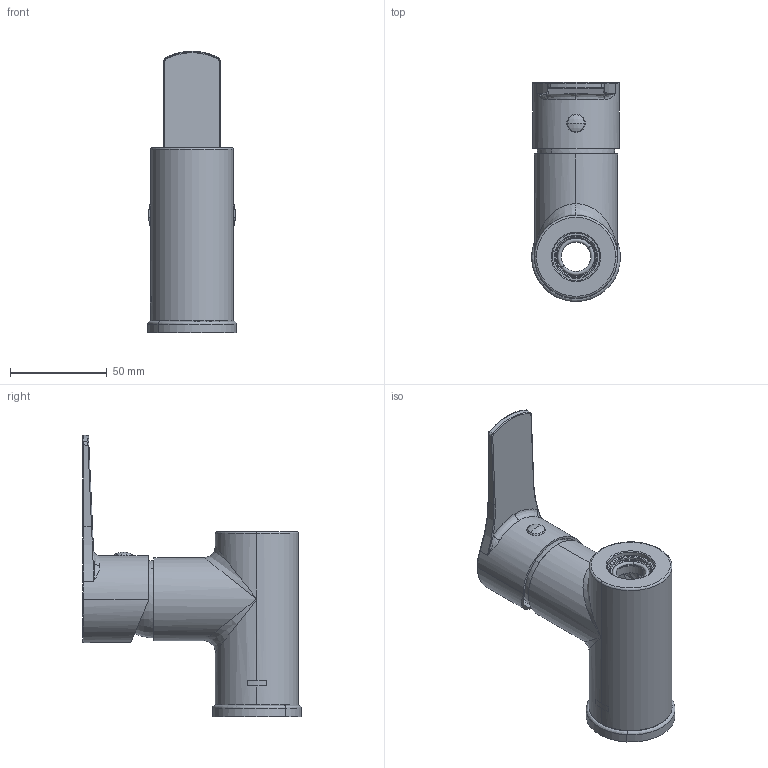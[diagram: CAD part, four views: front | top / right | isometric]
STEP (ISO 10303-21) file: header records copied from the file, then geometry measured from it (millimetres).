
FILE_DESCRIPTION (( 'STEP AP214' ), '1' );
FILE_NAME ('18-P61903.STEP', '2020-12-11T12:45:27', ( '' ), ( '' ), 'SwSTEP 2.0', 'SolidWorks 2018', '' );
FILE_SCHEMA (( 'AUTOMOTIVE_DESIGN' ));
Length unit declared in the file: millimetre
Products named in the file (9): STEPCV0002_CRCV0002; STEPCV0003_CVCV0003; STEPCV0006_CRCV0006; STEPHN0013_LRHM0287; STEPSE0050_Predeterminado; STEPSE0008_CVSE0008; STEPSM0313_XBSM0313; STEPBO0023_LRBO0023; 18-P61903
Assembly tree (8 placements, depth 3):
  18-P61903
    STEPBO0023_LRBO0023
    STEPCV0002_CRCV0002
    STEPSM0313_XBSM0313
      STEPCV0006_CRCV0006
      STEPSE0050_Predeterminado
    STEPSE0008_CVSE0008
    STEPHN0013_LRHM0287
    STEPCV0003_CVCV0003
Bounding box: 46 x 113.2 x 145.93 mm (x, y, z)
Volume: 63292.4 mm3; surface area: 58320.9 mm2
Topology: 7 solids, 7 shells, 317 faces, 793 edges, 491 vertices
Faces by surface type: bspline 122, cylinder 92, plane 49, torus 32, cone 20, sphere 2
Entity records: 17904 total; most frequent: CARTESIAN_POINT 10769, ORIENTED_EDGE 1564, DIRECTION 1266, EDGE_CURVE 782, AXIS2_PLACEMENT_3D 558, VERTEX_POINT 491, CIRCLE 351, EDGE_LOOP 343
